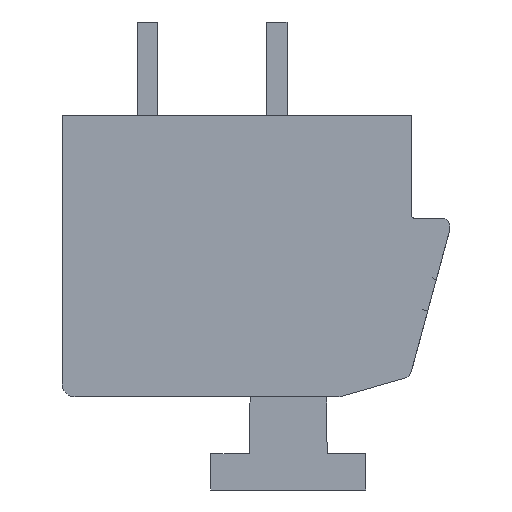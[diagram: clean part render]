
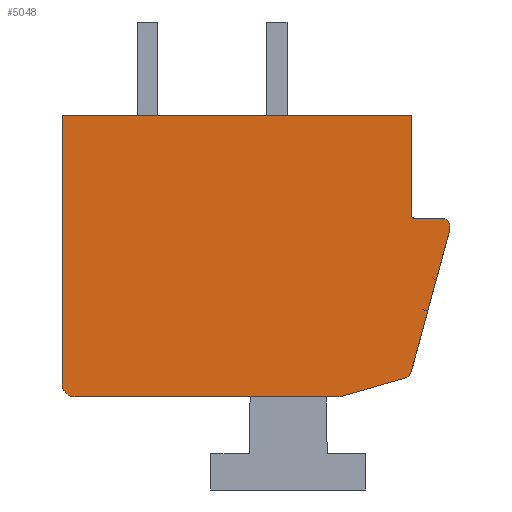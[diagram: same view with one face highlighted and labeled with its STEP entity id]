
A CAD part, front view. The second image highlights one B-rep face of the part: STEP entity #5048.
In plain terms, the highlighted planar face has unit normal (0, -1, 0).
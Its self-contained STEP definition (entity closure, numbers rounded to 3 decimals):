
#1=CARTESIAN_POINT('',(7.2,-56.25,1.15));
#2=DIRECTION('',(0.,-1.,0.));
#3=DIRECTION('',(1.,0.,0.));
#4=AXIS2_PLACEMENT_3D('',#1,#2,#3);
#6=DIRECTION('',(0.,0.,-1.));
#7=VECTOR('',#6,0.119);
#8=CARTESIAN_POINT('',(7.5,-56.25,1.15));
#9=LINE('',#8,#7);
#10=DIRECTION('',(0.262,0.,0.965));
#11=VECTOR('',#10,5.739);
#12=CARTESIAN_POINT('',(5.994,-56.25,-4.507));
#13=LINE('',#12,#11);
#14=CARTESIAN_POINT('',(5.705,-56.25,-4.428));
#15=DIRECTION('',(0.,-1.,0.));
#16=DIRECTION('',(0.274,0.,-0.962));
#17=AXIS2_PLACEMENT_3D('',#14,#15,#16);
#19=DIRECTION('',(0.962,0.,0.274));
#20=VECTOR('',#19,2.679);
#21=CARTESIAN_POINT('',(3.21,-56.25,-5.45));
#22=LINE('',#21,#20);
#23=DIRECTION('',(-1.,0.,0.));
#24=VECTOR('',#23,10.21);
#25=CARTESIAN_POINT('',(3.21,-56.25,-5.45));
#26=LINE('',#25,#24);
#27=CARTESIAN_POINT('',(-7.,-56.25,-4.95));
#28=DIRECTION('',(0.,-1.,0.));
#29=DIRECTION('',(-1.,0.,0.));
#30=AXIS2_PLACEMENT_3D('',#27,#28,#29);
#32=DIRECTION('',(0.,0.,1.));
#33=VECTOR('',#32,10.4);
#34=CARTESIAN_POINT('',(-7.5,-56.25,-4.95));
#35=LINE('',#34,#33);
#36=DIRECTION('',(1.,0.,0.));
#37=VECTOR('',#36,13.5);
#38=CARTESIAN_POINT('',(-7.5,-56.25,5.45));
#39=LINE('',#38,#37);
#40=DIRECTION('',(0.,0.,-1.));
#41=VECTOR('',#40,3.85);
#42=CARTESIAN_POINT('',(6.,-56.25,5.45));
#43=LINE('',#42,#41);
#44=DIRECTION('',(1.,0.,0.));
#45=VECTOR('',#44,1.05);
#46=CARTESIAN_POINT('',(6.15,-56.25,1.45));
#47=LINE('',#46,#45);
#60=CARTESIAN_POINT('',(6.15,-56.25,1.6));
#61=DIRECTION('',(0.,1.,0.));
#62=DIRECTION('',(0.,0.,-1.));
#63=AXIS2_PLACEMENT_3D('',#60,#61,#62);
#4025=CARTESIAN_POINT('',(-7.5,-56.25,5.45));
#4026=CARTESIAN_POINT('',(6.,-56.25,5.45));
#4027=VERTEX_POINT('',#4025);
#4028=VERTEX_POINT('',#4026);
#4029=CARTESIAN_POINT('',(6.,-56.25,1.6));
#4030=VERTEX_POINT('',#4029);
#4031=CARTESIAN_POINT('',(6.15,-56.25,1.45));
#4032=VERTEX_POINT('',#4031);
#4033=CARTESIAN_POINT('',(7.5,-56.25,1.15));
#4034=CARTESIAN_POINT('',(7.2,-56.25,1.45));
#4035=VERTEX_POINT('',#4033);
#4036=VERTEX_POINT('',#4034);
#4037=CARTESIAN_POINT('',(5.787,-56.25,-4.716));
#4038=CARTESIAN_POINT('',(5.994,-56.25,-4.507));
#4039=VERTEX_POINT('',#4037);
#4040=VERTEX_POINT('',#4038);
#4041=CARTESIAN_POINT('',(-7.5,-56.25,-4.95));
#4042=CARTESIAN_POINT('',(-7.,-56.25,-5.45));
#4043=VERTEX_POINT('',#4041);
#4044=VERTEX_POINT('',#4042);
#4045=CARTESIAN_POINT('',(3.21,-56.25,-5.45));
#4046=VERTEX_POINT('',#4045);
#4047=CARTESIAN_POINT('',(7.5,-56.25,1.031));
#4048=VERTEX_POINT('',#4047);
#5017=CARTESIAN_POINT('',(0.,-56.25,0.));
#5018=DIRECTION('',(0.,1.,0.));
#5019=DIRECTION('',(1.,0.,0.));
#5020=AXIS2_PLACEMENT_3D('',#5017,#5018,#5019);
#5021=PLANE('',#5020);
#5023=ORIENTED_EDGE('',*,*,#5022,.F.);
#5025=ORIENTED_EDGE('',*,*,#5024,.T.);
#5027=ORIENTED_EDGE('',*,*,#5026,.F.);
#5029=ORIENTED_EDGE('',*,*,#5028,.F.);
#5031=ORIENTED_EDGE('',*,*,#5030,.F.);
#5033=ORIENTED_EDGE('',*,*,#5032,.T.);
#5035=ORIENTED_EDGE('',*,*,#5034,.F.);
#5037=ORIENTED_EDGE('',*,*,#5036,.T.);
#5039=ORIENTED_EDGE('',*,*,#5038,.T.);
#5041=ORIENTED_EDGE('',*,*,#5040,.T.);
#5043=ORIENTED_EDGE('',*,*,#5042,.F.);
#5045=ORIENTED_EDGE('',*,*,#5044,.T.);
#5046=EDGE_LOOP('',(#5023,#5025,#5027,#5029,#5031,#5033,#5035,#5037,#5039,#5041,
#5043,#5045));
#5047=FACE_OUTER_BOUND('',#5046,.F.);
#5048=ADVANCED_FACE('',(#5047),#5021,.F.);
#5=CIRCLE('',#4,0.3);
#18=CIRCLE('',#17,0.3);
#31=CIRCLE('',#30,0.5);
#64=CIRCLE('',#63,0.15);
#5022=EDGE_CURVE('',#4035,#4036,#5,.T.);
#5024=EDGE_CURVE('',#4035,#4048,#9,.T.);
#5026=EDGE_CURVE('',#4040,#4048,#13,.T.);
#5028=EDGE_CURVE('',#4039,#4040,#18,.T.);
#5030=EDGE_CURVE('',#4046,#4039,#22,.T.);
#5032=EDGE_CURVE('',#4046,#4044,#26,.T.);
#5034=EDGE_CURVE('',#4043,#4044,#31,.T.);
#5036=EDGE_CURVE('',#4043,#4027,#35,.T.);
#5038=EDGE_CURVE('',#4027,#4028,#39,.T.);
#5040=EDGE_CURVE('',#4028,#4030,#43,.T.);
#5042=EDGE_CURVE('',#4032,#4030,#64,.T.);
#5044=EDGE_CURVE('',#4032,#4036,#47,.T.);
